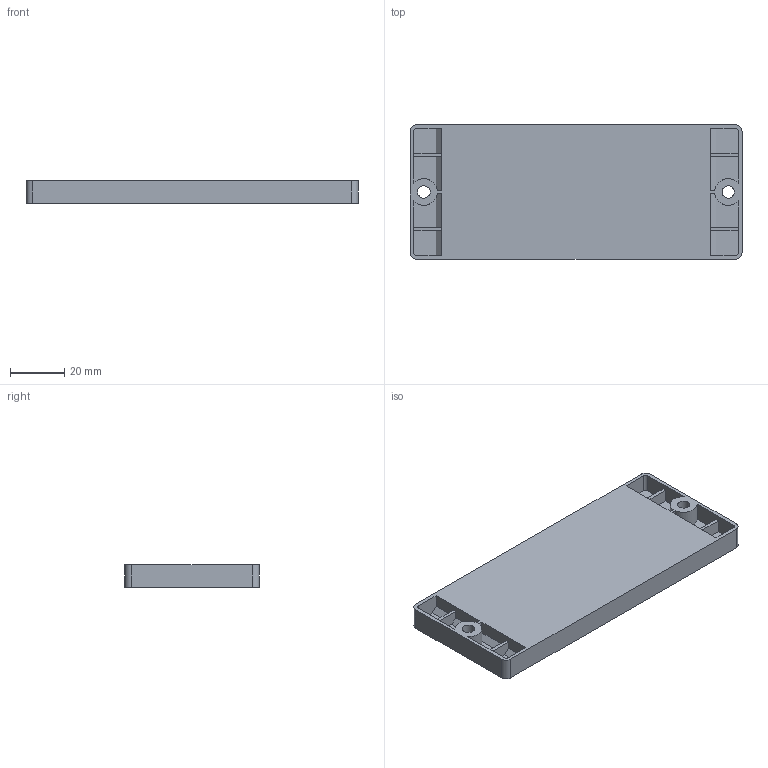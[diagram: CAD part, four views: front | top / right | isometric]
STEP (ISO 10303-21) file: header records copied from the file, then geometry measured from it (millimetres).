
FILE_DESCRIPTION(/* description */ (''),/* implementation_level */ '2;1');
FILE_NAME(/* name */ 'AO000018.stp',/* time_stamp */ '2016-09-28T09:59:42+02:00',/* author */ ('mitarbeiter'),/* organization */ (''),/* preprocessor_version */ 'ST-DEVELOPER v15.2',/* originating_system */ 'Autodesk Inventor 2014',/* authorisation */ '');
FILE_SCHEMA (('AUTOMOTIVE_DESIGN { 1 0 10303 214 3 1 1 }'));
Length unit declared in the file: millimetre
Products named in the file (1): AO000018
Bounding box: 122.2 x 49.5 x 8.4 mm (x, y, z)
Volume: 44325.6 mm3; surface area: 17229.8 mm2
Topology: 1 solids, 1 shells, 73 faces, 192 edges, 128 vertices
Faces by surface type: plane 57, cylinder 16
Full cylindrical faces by diameter (mm): 4.5 x1, 4.6 x1, 7.5 x2
Entity records: 2258 total; most frequent: CARTESIAN_POINT 390, ORIENTED_EDGE 376, DIRECTION 372, EDGE_CURVE 188, LINE 152, VECTOR 152, VERTEX_POINT 128, AXIS2_PLACEMENT_3D 110
